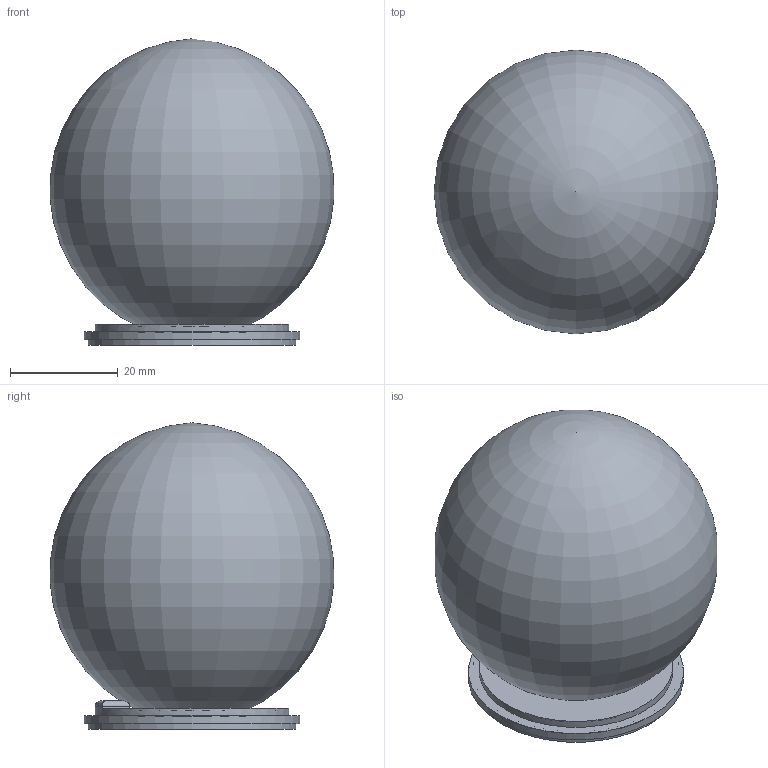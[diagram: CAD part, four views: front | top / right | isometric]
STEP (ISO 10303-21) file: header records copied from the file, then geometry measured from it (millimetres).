
FILE_DESCRIPTION(/* description */ ('Alibre Inc.'),/* implementation_level */ '2;1');
FILE_NAME(/* name */ 'export-41F06EF4-D3D2-4110-A1E0-DED9EA0FB0B9',/* time_stamp */ '2018-12-24T07:08:10-06:00',/* author */ (''),/* organization */ (''),/* preprocessor_version */ 'ST-DEVELOPER v17',/* originating_system */ 'Alibre',/* authorisation */ '');
FILE_SCHEMA (('AUTOMOTIVE_DESIGN'));
Length unit declared in the file: millimetre
Bounding box: 52.67 x 52.67 x 56.9 mm (x, y, z)
Volume: 78021.8 mm3; surface area: 14947 mm2
Topology: 2 solids, 2 shells, 138 faces, 283 edges, 188 vertices
Faces by surface type: plane 119, cylinder 13, torus 5, cone 1
Full cylindrical faces by diameter (mm): 15.8 x1, 16.2 x1, 35.5 x2, 35.6 x1, 36 x1, 38.5 x2, 39.6 x1, 40 x1
Entity records: 3881 total; most frequent: CARTESIAN_POINT 1418, ORIENTED_EDGE 504, DIRECTION 317, EDGE_CURVE 252, FACE_BOUND 195, EDGE_LOOP 194, VERTEX_POINT 175, AXIS2_PLACEMENT_3D 162
